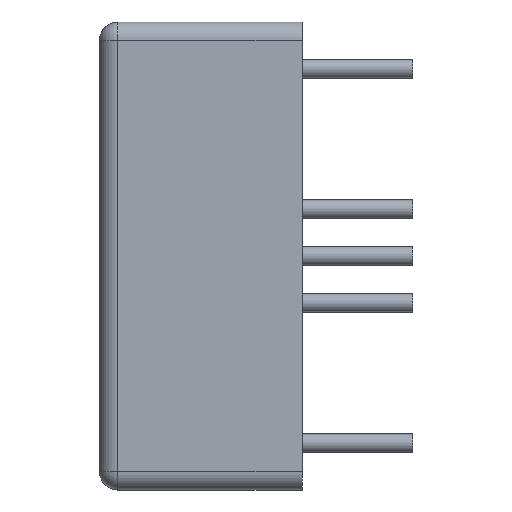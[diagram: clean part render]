
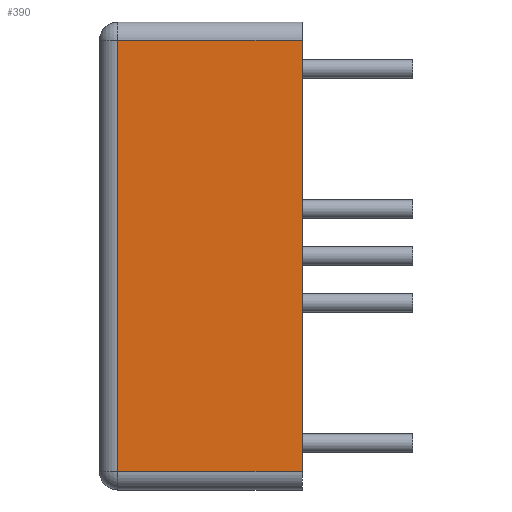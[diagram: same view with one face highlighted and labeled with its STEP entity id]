
A CAD part, left-side view. The second image highlights one B-rep face of the part: STEP entity #390.
In plain terms, the highlighted planar face has unit normal (-1, 0, 0).
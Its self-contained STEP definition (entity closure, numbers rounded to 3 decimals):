
#28 = VECTOR ( 'NONE', #399, 1000. ) ;
#70 = VERTEX_POINT ( 'NONE', #404 ) ;
#85 = EDGE_CURVE ( 'NONE', #785, #1217, #316, .T. ) ;
#100 = AXIS2_PLACEMENT_3D ( 'NONE', #1189, #510, #1089 ) ;
#110 = LINE ( 'NONE', #1172, #349 ) ;
#167 = CARTESIAN_POINT ( 'NONE',  ( -25.4, 10., 11.7 ) ) ;
#247 = EDGE_CURVE ( 'NONE', #949, #785, #1251, .T. ) ;
#249 = DIRECTION ( 'NONE',  ( 0., 1., 0. ) ) ;
#252 = CARTESIAN_POINT ( 'NONE',  ( -25.4, 0., 11.7 ) ) ;
#298 = DIRECTION ( 'NONE',  ( 0., -1., 0. ) ) ;
#316 = LINE ( 'NONE', #872, #28 ) ;
#349 = VECTOR ( 'NONE', #298, 1000. ) ;
#351 = ORIENTED_EDGE ( 'NONE', *, *, #247, .T. ) ;
#390 = ADVANCED_FACE ( 'NONE', ( #1236 ), #391, .F. ) ;
#391 = PLANE ( 'NONE',  #100 ) ;
#399 = DIRECTION ( 'NONE',  ( 0., 0., -1. ) ) ;
#404 = CARTESIAN_POINT ( 'NONE',  ( -25.4, 0., -11.7 ) ) ;
#436 = CARTESIAN_POINT ( 'NONE',  ( -25.4, 10., -11.7 ) ) ;
#452 = LINE ( 'NONE', #1008, #1195 ) ;
#510 = DIRECTION ( 'NONE',  ( 1., 0., 0. ) ) ;
#572 = EDGE_CURVE ( 'NONE', #1217, #70, #110, .T. ) ;
#654 = EDGE_CURVE ( 'NONE', #70, #949, #452, .T. ) ;
#785 = VERTEX_POINT ( 'NONE', #167 ) ;
#813 = DIRECTION ( 'NONE',  ( 0., 0., 1. ) ) ;
#853 = EDGE_LOOP ( 'NONE', ( #970, #1237, #1014, #351 ) ) ;
#872 = CARTESIAN_POINT ( 'NONE',  ( -25.4, 10., -12.7 ) ) ;
#949 = VERTEX_POINT ( 'NONE', #252 ) ;
#970 = ORIENTED_EDGE ( 'NONE', *, *, #85, .T. ) ;
#999 = VECTOR ( 'NONE', #249, 1000. ) ;
#1008 = CARTESIAN_POINT ( 'NONE',  ( -25.4, 0., 12.7 ) ) ;
#1014 = ORIENTED_EDGE ( 'NONE', *, *, #654, .T. ) ;
#1089 = DIRECTION ( 'NONE',  ( 0., 0., -1. ) ) ;
#1121 = CARTESIAN_POINT ( 'NONE',  ( -25.4, 11., 11.7 ) ) ;
#1172 = CARTESIAN_POINT ( 'NONE',  ( -25.4, 11., -11.7 ) ) ;
#1189 = CARTESIAN_POINT ( 'NONE',  ( -25.4, 11., 12.7 ) ) ;
#1195 = VECTOR ( 'NONE', #813, 1000. ) ;
#1217 = VERTEX_POINT ( 'NONE', #436 ) ;
#1236 = FACE_OUTER_BOUND ( 'NONE', #853, .T. ) ;
#1237 = ORIENTED_EDGE ( 'NONE', *, *, #572, .T. ) ;
#1251 = LINE ( 'NONE', #1121, #999 ) ;
